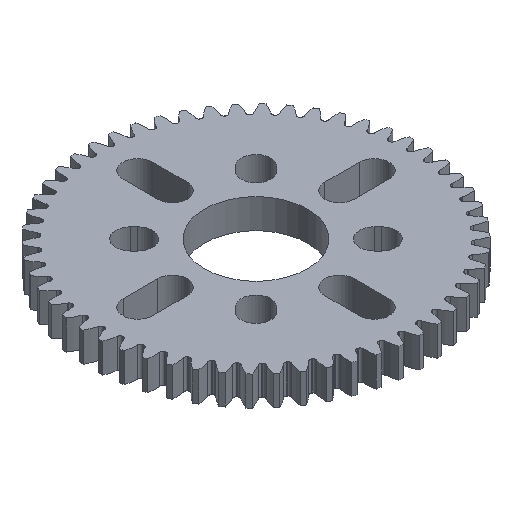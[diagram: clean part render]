
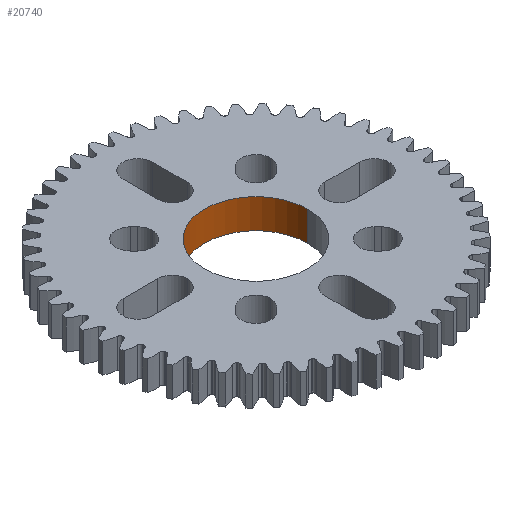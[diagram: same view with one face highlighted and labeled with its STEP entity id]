
A CAD part, isometric view. The second image highlights one B-rep face of the part: STEP entity #20740.
In plain terms, the highlighted cylindrical face has radius 7 mm (diameter 14 mm), a partial arc.
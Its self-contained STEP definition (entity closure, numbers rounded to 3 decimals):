
#1207 = VERTEX_POINT ( 'NONE', #20316 ) ;
#1404 = DIRECTION ( 'NONE',  ( 0., 0., 1. ) ) ;
#1997 = CARTESIAN_POINT ( 'NONE',  ( -7., 0., 4. ) ) ;
#2127 = VERTEX_POINT ( 'NONE', #22252 ) ;
#3959 = EDGE_CURVE ( 'NONE', #5781, #1207, #11556, .T. ) ;
#4332 = DIRECTION ( 'NONE',  ( 0., 0., 1. ) ) ;
#5346 = CIRCLE ( 'NONE', #12813, 7. ) ;
#5781 = VERTEX_POINT ( 'NONE', #9606 ) ;
#7588 = DIRECTION ( 'NONE',  ( 0., 0., 1. ) ) ;
#7603 = VERTEX_POINT ( 'NONE', #1997 ) ;
#8661 = ORIENTED_EDGE ( 'NONE', *, *, #20945, .F. ) ;
#9572 = DIRECTION ( 'NONE',  ( 1., 0., 0. ) ) ;
#9606 = CARTESIAN_POINT ( 'NONE',  ( 7., 0., 0. ) ) ;
#9655 = CARTESIAN_POINT ( 'NONE',  ( 0., 0., 0. ) ) ;
#9947 = CARTESIAN_POINT ( 'NONE',  ( 7., 0., 0. ) ) ;
#10077 = ORIENTED_EDGE ( 'NONE', *, *, #17304, .T. ) ;
#10163 = ORIENTED_EDGE ( 'NONE', *, *, #19498, .F. ) ;
#10812 = CARTESIAN_POINT ( 'NONE',  ( 0., 0., 0. ) ) ;
#11556 = LINE ( 'NONE', #9947, #21505 ) ;
#12377 = EDGE_LOOP ( 'NONE', ( #10163, #8661, #20832, #10077 ) ) ;
#12442 = CIRCLE ( 'NONE', #18453, 7. ) ;
#12813 = AXIS2_PLACEMENT_3D ( 'NONE', #18363, #7588, #9572 ) ;
#13131 = DIRECTION ( 'NONE',  ( 1., 0., 0. ) ) ;
#15034 = CARTESIAN_POINT ( 'NONE',  ( -7., 0., 0. ) ) ;
#17304 = EDGE_CURVE ( 'NONE', #1207, #7603, #5346, .T. ) ;
#17993 = LINE ( 'NONE', #15034, #20759 ) ;
#18363 = CARTESIAN_POINT ( 'NONE',  ( 0., 0., 4. ) ) ;
#18453 = AXIS2_PLACEMENT_3D ( 'NONE', #9655, #21934, #13131 ) ;
#19044 = DIRECTION ( 'NONE',  ( 0., 0., 1. ) ) ;
#19158 = DIRECTION ( 'NONE',  ( 1., 0., 0. ) ) ;
#19210 = AXIS2_PLACEMENT_3D ( 'NONE', #10812, #1404, #19158 ) ;
#19498 = EDGE_CURVE ( 'NONE', #2127, #7603, #17993, .T. ) ;
#20316 = CARTESIAN_POINT ( 'NONE',  ( 7., 0., 4. ) ) ;
#20740 = ADVANCED_FACE ( 'NONE', ( #21554 ), #22928, .F. ) ;
#20759 = VECTOR ( 'NONE', #4332, 1000. ) ;
#20832 = ORIENTED_EDGE ( 'NONE', *, *, #3959, .T. ) ;
#20945 = EDGE_CURVE ( 'NONE', #5781, #2127, #12442, .T. ) ;
#21505 = VECTOR ( 'NONE', #19044, 1000. ) ;
#21554 = FACE_OUTER_BOUND ( 'NONE', #12377, .T. ) ;
#21934 = DIRECTION ( 'NONE',  ( 0., 0., 1. ) ) ;
#22252 = CARTESIAN_POINT ( 'NONE',  ( -7., 0., 0. ) ) ;
#22928 = CYLINDRICAL_SURFACE ( 'NONE', #19210, 7. ) ;
